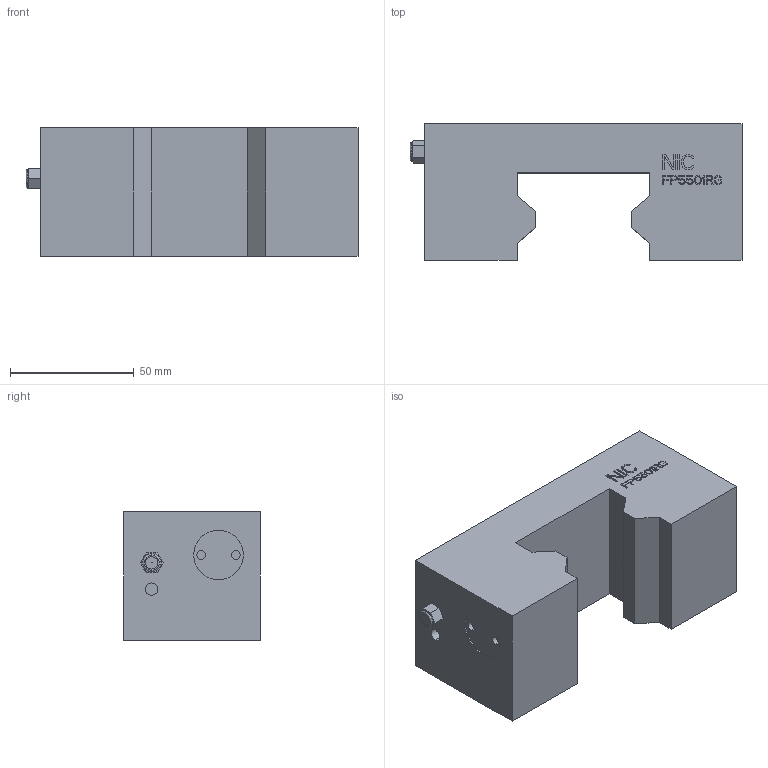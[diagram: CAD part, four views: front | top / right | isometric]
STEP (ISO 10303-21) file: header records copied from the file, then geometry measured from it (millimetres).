
FILE_DESCRIPTION((''),'2;1');
FILE_NAME('FP5501RG','2025-05-18T22:14:32',('lx'),(''),'CREO PARAMETRIC BY PTC INC, 2018100','CREO PARAMETRIC BY PTC INC, 2018100','');
FILE_SCHEMA(('CONFIG_CONTROL_DESIGN'));
Length unit declared in the file: millimetre
Products named in the file (1): FP5501RG
Bounding box: 134 x 55 x 52 mm (x, y, z)
Volume: 271821.7 mm3; surface area: 37158.2 mm2
Topology: 1 solids, 2 shells, 417 faces, 1119 edges, 741 vertices
Faces by surface type: plane 351, cylinder 46, cone 16, torus 2, sphere 2
Entity records: 12947 total; most frequent: CARTESIAN_POINT 2389, ORIENTED_EDGE 2234, DIRECTION 2049, EDGE_CURVE 1117, VECTOR 971, LINE 971, VERTEX_POINT 741, AXIS2_PLACEMENT_3D 539
